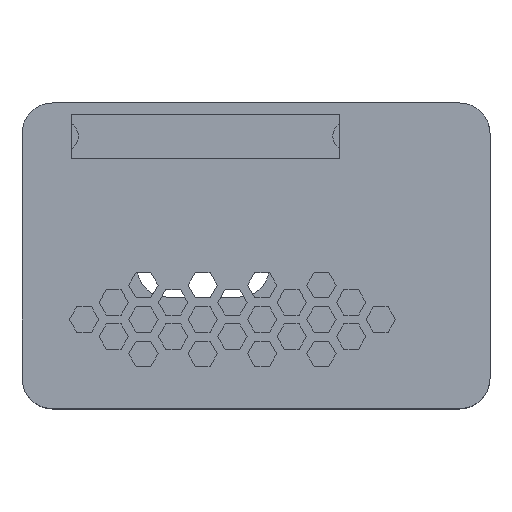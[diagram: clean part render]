
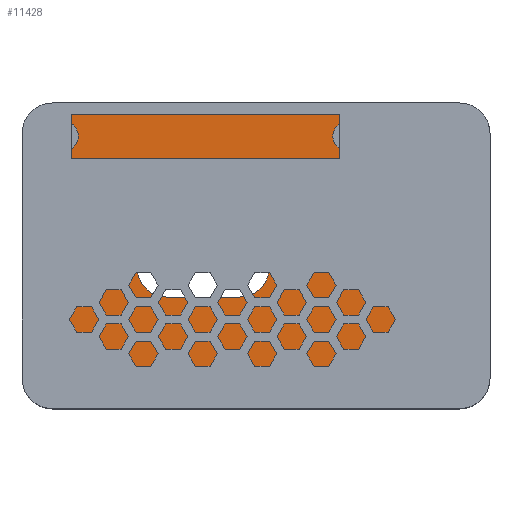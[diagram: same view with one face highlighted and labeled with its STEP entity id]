
A CAD part, top view. The second image highlights one B-rep face of the part: STEP entity #11428.
In plain terms, the highlighted planar face has unit normal (0, 0, 1).
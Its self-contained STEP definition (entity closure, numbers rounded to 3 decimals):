
#45=FACE_BOUND('',#1361,.T.);
#46=FACE_BOUND('',#1362,.T.);
#47=FACE_BOUND('',#1363,.T.);
#48=FACE_BOUND('',#1364,.T.);
#49=FACE_BOUND('',#1365,.T.);
#260=PLANE('',#12051);
#782=FACE_OUTER_BOUND('',#1360,.T.);
#1360=EDGE_LOOP('',(#8251,#8252,#8253,#8254,#8255,#8256,#8257,#8258,#8259,
#8260,#8261,#8262));
#1361=EDGE_LOOP('',(#8263,#8264,#8265,#8266,#8267,#8268,#8269,#8270));
#1362=EDGE_LOOP('',(#8271));
#1363=EDGE_LOOP('',(#8272));
#1364=EDGE_LOOP('',(#8273));
#1365=EDGE_LOOP('',(#8274));
#2097=LINE('',#15584,#3647);
#2137=LINE('',#15694,#3687);
#2142=LINE('',#15708,#3692);
#2146=LINE('',#15720,#3696);
#2150=LINE('',#15732,#3700);
#2170=LINE('',#15781,#3720);
#2207=LINE('',#15856,#3757);
#2211=LINE('',#15864,#3761);
#2212=LINE('',#15866,#3762);
#2213=LINE('',#15868,#3763);
#2214=LINE('',#15874,#3764);
#2215=LINE('',#15877,#3765);
#3647=VECTOR('',#12693,10.);
#3687=VECTOR('',#12777,10.);
#3692=VECTOR('',#12790,10.);
#3696=VECTOR('',#12802,10.);
#3700=VECTOR('',#12814,10.);
#3720=VECTOR('',#12862,10.);
#3757=VECTOR('',#12903,10.);
#3761=VECTOR('',#12909,10.);
#3762=VECTOR('',#12910,10.);
#3763=VECTOR('',#12911,10.);
#3764=VECTOR('',#12918,10.);
#3765=VECTOR('',#12921,10.);
#5213=CIRCLE('',#12024,6.);
#5215=CIRCLE('',#12028,6.);
#5217=CIRCLE('',#12032,6.);
#5219=CIRCLE('',#12036,6.);
#5225=CIRCLE('',#12052,5.);
#5226=CIRCLE('',#12053,5.);
#5227=CIRCLE('',#12054,5.);
#5228=CIRCLE('',#12055,5.);
#5229=CIRCLE('',#12056,3.);
#5230=CIRCLE('',#12057,3.);
#5231=CIRCLE('',#12058,3.);
#5232=CIRCLE('',#12059,3.);
#5309=VERTEX_POINT('',#15582);
#5310=VERTEX_POINT('',#15583);
#5357=VERTEX_POINT('',#15692);
#5358=VERTEX_POINT('',#15693);
#5361=VERTEX_POINT('',#15701);
#5363=VERTEX_POINT('',#15707);
#5365=VERTEX_POINT('',#15713);
#5367=VERTEX_POINT('',#15719);
#5369=VERTEX_POINT('',#15725);
#5371=VERTEX_POINT('',#15731);
#5385=VERTEX_POINT('',#15778);
#5386=VERTEX_POINT('',#15780);
#5421=VERTEX_POINT('',#15854);
#5422=VERTEX_POINT('',#15855);
#5425=VERTEX_POINT('',#15863);
#5426=VERTEX_POINT('',#15865);
#5427=VERTEX_POINT('',#15867);
#5428=VERTEX_POINT('',#15871);
#5429=VERTEX_POINT('',#15873);
#5430=VERTEX_POINT('',#15875);
#5431=VERTEX_POINT('',#15878);
#5432=VERTEX_POINT('',#15880);
#5433=VERTEX_POINT('',#15882);
#5434=VERTEX_POINT('',#15884);
#6409=EDGE_CURVE('',#5309,#5310,#2097,.T.);
#6465=EDGE_CURVE('',#5357,#5358,#2137,.T.);
#6469=EDGE_CURVE('',#5358,#5361,#5213,.T.);
#6472=EDGE_CURVE('',#5361,#5363,#2142,.T.);
#6475=EDGE_CURVE('',#5363,#5365,#5215,.T.);
#6478=EDGE_CURVE('',#5365,#5367,#2146,.T.);
#6481=EDGE_CURVE('',#5367,#5369,#5217,.T.);
#6484=EDGE_CURVE('',#5369,#5371,#2150,.T.);
#6487=EDGE_CURVE('',#5371,#5357,#5219,.T.);
#6510=EDGE_CURVE('',#5386,#5385,#2170,.T.);
#6547=EDGE_CURVE('',#5421,#5422,#2207,.T.);
#6551=EDGE_CURVE('',#5425,#5421,#2211,.T.);
#6552=EDGE_CURVE('',#5422,#5426,#2212,.T.);
#6553=EDGE_CURVE('',#5426,#5427,#2213,.T.);
#6554=EDGE_CURVE('',#5309,#5427,#5225,.F.);
#6555=EDGE_CURVE('',#5386,#5310,#5226,.F.);
#6556=EDGE_CURVE('',#5428,#5385,#5227,.F.);
#6557=EDGE_CURVE('',#5428,#5429,#2214,.T.);
#6558=EDGE_CURVE('',#5430,#5429,#5228,.F.);
#6559=EDGE_CURVE('',#5430,#5425,#2215,.T.);
#6560=EDGE_CURVE('',#5431,#5431,#5229,.T.);
#6561=EDGE_CURVE('',#5432,#5432,#5230,.T.);
#6562=EDGE_CURVE('',#5433,#5433,#5231,.T.);
#6563=EDGE_CURVE('',#5434,#5434,#5232,.T.);
#8251=ORIENTED_EDGE('',*,*,#6551,.T.);
#8252=ORIENTED_EDGE('',*,*,#6547,.T.);
#8253=ORIENTED_EDGE('',*,*,#6552,.T.);
#8254=ORIENTED_EDGE('',*,*,#6553,.T.);
#8255=ORIENTED_EDGE('',*,*,#6554,.F.);
#8256=ORIENTED_EDGE('',*,*,#6409,.T.);
#8257=ORIENTED_EDGE('',*,*,#6555,.F.);
#8258=ORIENTED_EDGE('',*,*,#6510,.T.);
#8259=ORIENTED_EDGE('',*,*,#6556,.F.);
#8260=ORIENTED_EDGE('',*,*,#6557,.T.);
#8261=ORIENTED_EDGE('',*,*,#6558,.F.);
#8262=ORIENTED_EDGE('',*,*,#6559,.T.);
#8263=ORIENTED_EDGE('',*,*,#6465,.T.);
#8264=ORIENTED_EDGE('',*,*,#6469,.T.);
#8265=ORIENTED_EDGE('',*,*,#6472,.T.);
#8266=ORIENTED_EDGE('',*,*,#6475,.T.);
#8267=ORIENTED_EDGE('',*,*,#6478,.T.);
#8268=ORIENTED_EDGE('',*,*,#6481,.T.);
#8269=ORIENTED_EDGE('',*,*,#6484,.T.);
#8270=ORIENTED_EDGE('',*,*,#6487,.T.);
#8271=ORIENTED_EDGE('',*,*,#6560,.T.);
#8272=ORIENTED_EDGE('',*,*,#6561,.T.);
#8273=ORIENTED_EDGE('',*,*,#6562,.T.);
#8274=ORIENTED_EDGE('',*,*,#6563,.T.);
#11428=ADVANCED_FACE('',(#782,#45,#46,#47,#48,#49),#260,.F.);
#12024=AXIS2_PLACEMENT_3D('',#15702,#12783,#12784);
#12028=AXIS2_PLACEMENT_3D('',#15714,#12795,#12796);
#12032=AXIS2_PLACEMENT_3D('',#15726,#12807,#12808);
#12036=AXIS2_PLACEMENT_3D('',#15737,#12819,#12820);
#12051=AXIS2_PLACEMENT_3D('',#15862,#12907,#12908);
#12052=AXIS2_PLACEMENT_3D('',#15869,#12912,#12913);
#12053=AXIS2_PLACEMENT_3D('',#15870,#12914,#12915);
#12054=AXIS2_PLACEMENT_3D('',#15872,#12916,#12917);
#12055=AXIS2_PLACEMENT_3D('',#15876,#12919,#12920);
#12056=AXIS2_PLACEMENT_3D('',#15879,#12922,#12923);
#12057=AXIS2_PLACEMENT_3D('',#15881,#12924,#12925);
#12058=AXIS2_PLACEMENT_3D('',#15883,#12926,#12927);
#12059=AXIS2_PLACEMENT_3D('',#15885,#12928,#12929);
#12693=DIRECTION('',(1.,0.,0.));
#12777=DIRECTION('',(0.,-1.,0.));
#12783=DIRECTION('center_axis',(0.,0.,-1.));
#12784=DIRECTION('ref_axis',(1.,0.,0.));
#12790=DIRECTION('',(-1.,0.,0.));
#12795=DIRECTION('center_axis',(0.,0.,-1.));
#12796=DIRECTION('ref_axis',(0.,-1.,0.));
#12802=DIRECTION('',(0.,1.,0.));
#12807=DIRECTION('center_axis',(0.,0.,-1.));
#12808=DIRECTION('ref_axis',(-1.,0.,0.));
#12814=DIRECTION('',(1.,0.,0.));
#12819=DIRECTION('center_axis',(0.,0.,-1.));
#12820=DIRECTION('ref_axis',(0.,1.,0.));
#12862=DIRECTION('',(0.,1.,0.));
#12903=DIRECTION('',(0.,-1.,0.));
#12907=DIRECTION('center_axis',(0.,0.,-1.));
#12908=DIRECTION('ref_axis',(1.,0.,0.));
#12909=DIRECTION('',(1.,0.,0.));
#12910=DIRECTION('',(-1.,0.,0.));
#12911=DIRECTION('',(0.,-1.,0.));
#12912=DIRECTION('center_axis',(0.,0.,1.));
#12913=DIRECTION('ref_axis',(0.,-1.,0.));
#12914=DIRECTION('center_axis',(0.,0.,1.));
#12915=DIRECTION('ref_axis',(1.,0.,0.));
#12916=DIRECTION('center_axis',(0.,0.,1.));
#12917=DIRECTION('ref_axis',(0.,1.,0.));
#12918=DIRECTION('',(-1.,0.,0.));
#12919=DIRECTION('center_axis',(0.,0.,1.));
#12920=DIRECTION('ref_axis',(-1.,0.,0.));
#12921=DIRECTION('',(0.,-1.,0.));
#12922=DIRECTION('center_axis',(0.,0.,-1.));
#12923=DIRECTION('ref_axis',(-1.,0.,0.));
#12924=DIRECTION('center_axis',(0.,0.,-1.));
#12925=DIRECTION('ref_axis',(-1.,0.,0.));
#12926=DIRECTION('center_axis',(0.,0.,-1.));
#12927=DIRECTION('ref_axis',(-1.,0.,0.));
#12928=DIRECTION('center_axis',(0.,0.,-1.));
#12929=DIRECTION('ref_axis',(-1.,0.,0.));
#15582=CARTESIAN_POINT('',(2.705,-50.656,-4.33));
#15583=CARTESIAN_POINT('',(85.859,-50.656,-4.33));
#15584=CARTESIAN_POINT('',(23.493,-50.656,-4.33));
#15692=CARTESIAN_POINT('',(47.,-11.,-4.33));
#15693=CARTESIAN_POINT('',(47.,-23.,-4.33));
#15694=CARTESIAN_POINT('',(47.,-21.828,-4.33));
#15701=CARTESIAN_POINT('',(41.,-29.,-4.33));
#15702=CARTESIAN_POINT('Origin',(41.,-23.,-4.33));
#15707=CARTESIAN_POINT('',(26.,-29.,-4.33));
#15708=CARTESIAN_POINT('',(35.141,-29.,-4.33));
#15713=CARTESIAN_POINT('',(20.,-23.,-4.33));
#15714=CARTESIAN_POINT('Origin',(26.,-23.,-4.33));
#15719=CARTESIAN_POINT('',(20.,-11.,-4.33));
#15720=CARTESIAN_POINT('',(20.,-15.828,-4.33));
#15725=CARTESIAN_POINT('',(26.,-5.,-4.33));
#15726=CARTESIAN_POINT('Origin',(26.,-11.,-4.33));
#15731=CARTESIAN_POINT('',(41.,-5.,-4.33));
#15732=CARTESIAN_POINT('',(42.641,-5.,-4.33));
#15737=CARTESIAN_POINT('Origin',(41.,-11.,-4.33));
#15778=CARTESIAN_POINT('',(90.859,4.344,-4.33));
#15780=CARTESIAN_POINT('',(90.859,-45.656,-4.33));
#15781=CARTESIAN_POINT('',(90.859,-33.156,-4.33));
#15854=CARTESIAN_POINT('',(4.475,-12.337,-4.33));
#15855=CARTESIAN_POINT('',(4.475,-28.487,-4.33));
#15856=CARTESIAN_POINT('',(4.475,-20.534,-4.33));
#15862=CARTESIAN_POINT('Origin',(44.282,-20.656,-4.33));
#15863=CARTESIAN_POINT('',(-2.295,-12.337,-4.33));
#15864=CARTESIAN_POINT('',(20.378,-12.337,-4.33));
#15865=CARTESIAN_POINT('',(-2.295,-28.487,-4.33));
#15866=CARTESIAN_POINT('',(20.378,-28.487,-4.33));
#15867=CARTESIAN_POINT('',(-2.295,-45.656,-4.33));
#15868=CARTESIAN_POINT('',(-2.295,-8.156,-4.33));
#15869=CARTESIAN_POINT('Origin',(2.705,-45.656,-4.33));
#15870=CARTESIAN_POINT('Origin',(85.859,-45.656,-4.33));
#15871=CARTESIAN_POINT('',(85.859,9.344,-4.33));
#15872=CARTESIAN_POINT('Origin',(85.859,4.344,-4.33));
#15873=CARTESIAN_POINT('',(2.705,9.344,-4.33));
#15874=CARTESIAN_POINT('',(65.07,9.344,-4.33));
#15875=CARTESIAN_POINT('',(-2.295,4.344,-4.33));
#15876=CARTESIAN_POINT('Origin',(2.705,4.344,-4.33));
#15877=CARTESIAN_POINT('',(-2.295,-8.156,-4.33));
#15878=CARTESIAN_POINT('',(65.987,3.844,-4.33));
#15879=CARTESIAN_POINT('Origin',(62.987,3.844,-4.33));
#15880=CARTESIAN_POINT('',(65.987,-45.156,-4.33));
#15881=CARTESIAN_POINT('Origin',(62.987,-45.156,-4.33));
#15882=CARTESIAN_POINT('',(7.987,3.844,-4.33));
#15883=CARTESIAN_POINT('Origin',(4.987,3.844,-4.33));
#15884=CARTESIAN_POINT('',(7.987,-45.156,-4.33));
#15885=CARTESIAN_POINT('Origin',(4.987,-45.156,-4.33));
